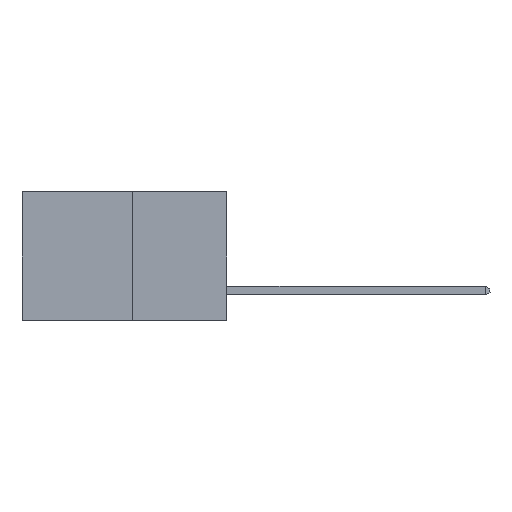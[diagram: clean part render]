
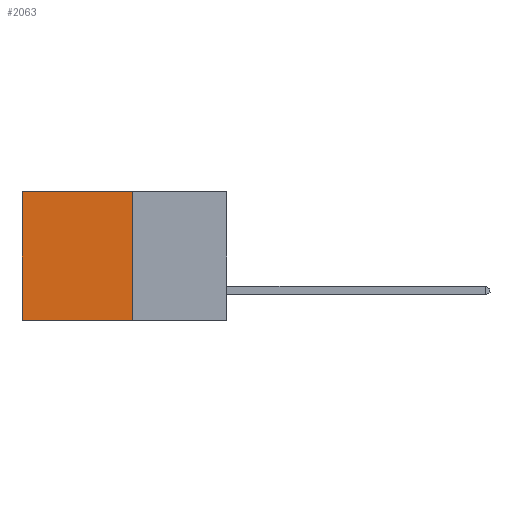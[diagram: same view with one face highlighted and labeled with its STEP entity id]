
A CAD part, left-side view. The second image highlights one B-rep face of the part: STEP entity #2063.
In plain terms, the highlighted planar face has unit normal (-1, 0, 0).
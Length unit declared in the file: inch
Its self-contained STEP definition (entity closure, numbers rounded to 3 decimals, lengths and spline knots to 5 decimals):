
#53 = CARTESIAN_POINT ( 'NONE',  ( 0.277, 0.27, -0.37 ) ) ;
#409 = LINE ( 'NONE', #6096, #3898 ) ;
#419 = CARTESIAN_POINT ( 'NONE',  ( 0.277, 0.27, 0. ) ) ;
#644 = VECTOR ( 'NONE', #3183, 39.37008 ) ;
#646 = VERTEX_POINT ( 'NONE', #419 ) ;
#837 = DIRECTION ( 'NONE',  ( 0., 0., -1. ) ) ;
#1702 = DIRECTION ( 'NONE',  ( 0., 0., -1. ) ) ;
#1705 = DIRECTION ( 'NONE',  ( 1., 0., 0. ) ) ;
#1879 = PLANE ( 'NONE',  #2530 ) ;
#2005 = EDGE_CURVE ( 'NONE', #646, #5428, #5796, .T. ) ;
#2063 = ADVANCED_FACE ( 'NONE', ( #7185 ), #1879, .F. ) ;
#2070 = ORIENTED_EDGE ( 'NONE', *, *, #9348, .T. ) ;
#2334 = CARTESIAN_POINT ( 'NONE',  ( 0.277, 0.27, -0.37 ) ) ;
#2387 = CARTESIAN_POINT ( 'NONE',  ( 0.277, 0.27, -0.37 ) ) ;
#2530 = AXIS2_PLACEMENT_3D ( 'NONE', #2387, #1705, #1702 ) ;
#3059 = LINE ( 'NONE', #3436, #6845 ) ;
#3086 = LINE ( 'NONE', #6712, #644 ) ;
#3183 = DIRECTION ( 'NONE',  ( 0., 0., -1. ) ) ;
#3290 = EDGE_CURVE ( 'NONE', #646, #4960, #3059, .T. ) ;
#3406 = DIRECTION ( 'NONE',  ( 0., 1., 0. ) ) ;
#3436 = CARTESIAN_POINT ( 'NONE',  ( 0.277, 0.27, 0. ) ) ;
#3898 = VECTOR ( 'NONE', #5420, 39.37008 ) ;
#4103 = ORIENTED_EDGE ( 'NONE', *, *, #8502, .F. ) ;
#4129 = VECTOR ( 'NONE', #837, 39.37008 ) ;
#4548 = EDGE_LOOP ( 'NONE', ( #2070, #4103, #6209, #8808 ) ) ;
#4960 = VERTEX_POINT ( 'NONE', #5721 ) ;
#5420 = DIRECTION ( 'NONE',  ( 0., 1., 0. ) ) ;
#5428 = VERTEX_POINT ( 'NONE', #53 ) ;
#5721 = CARTESIAN_POINT ( 'NONE',  ( 0.277, 0.59, 0. ) ) ;
#5796 = LINE ( 'NONE', #2334, #4129 ) ;
#6096 = CARTESIAN_POINT ( 'NONE',  ( 0.277, 0.27, -0.37 ) ) ;
#6209 = ORIENTED_EDGE ( 'NONE', *, *, #2005, .F. ) ;
#6712 = CARTESIAN_POINT ( 'NONE',  ( 0.277, 0.59, -0.37 ) ) ;
#6718 = VERTEX_POINT ( 'NONE', #7885 ) ;
#6845 = VECTOR ( 'NONE', #3406, 39.37008 ) ;
#7185 = FACE_OUTER_BOUND ( 'NONE', #4548, .T. ) ;
#7885 = CARTESIAN_POINT ( 'NONE',  ( 0.277, 0.59, -0.37 ) ) ;
#8502 = EDGE_CURVE ( 'NONE', #5428, #6718, #409, .T. ) ;
#8808 = ORIENTED_EDGE ( 'NONE', *, *, #3290, .T. ) ;
#9348 = EDGE_CURVE ( 'NONE', #4960, #6718, #3086, .T. ) ;
